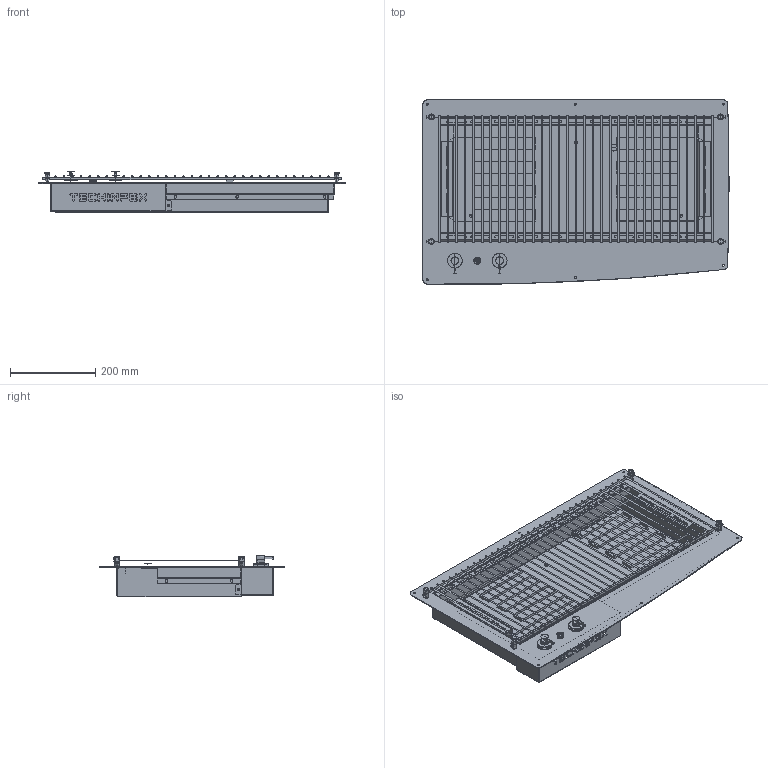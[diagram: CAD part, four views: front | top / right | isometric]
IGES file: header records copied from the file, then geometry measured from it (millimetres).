
Start section: SolidWorks IGES file using analytic representation for surfaces
Global section: file name: barbecue_74.IGS; native system: SolidWorks 2008; preprocessor: SolidWorks 2008; author: Amministratore; date: 091128.132622; units: centimetre
Bounding box: 718.03 x 431.86 x 96.86 mm (x, y, z)
Surface area: 1822823.4 mm2 (no closed solid volume)
Topology: 0 solids, 0 shells, 1471 faces, 21137 edges, 21063 vertices
Faces by surface type: bspline 1174, revolution 297
